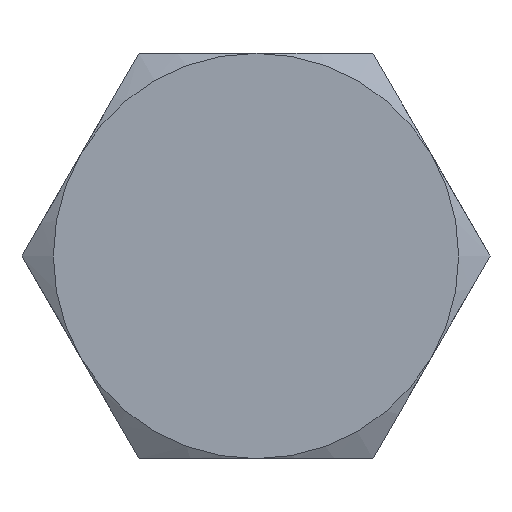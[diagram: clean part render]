
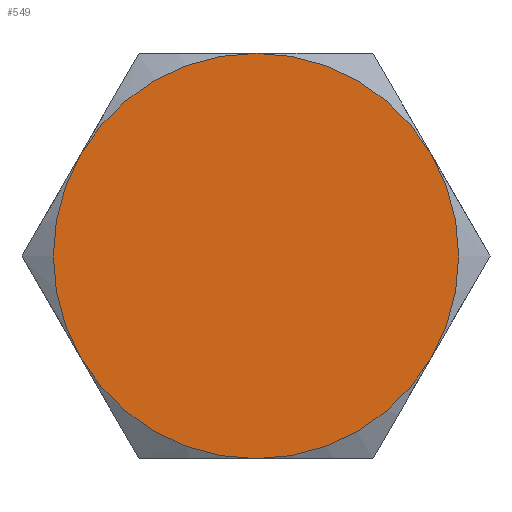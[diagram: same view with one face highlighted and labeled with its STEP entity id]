
A CAD part, left-side view. The second image highlights one B-rep face of the part: STEP entity #549.
In plain terms, the highlighted planar face has unit normal (-1, 0, 0).
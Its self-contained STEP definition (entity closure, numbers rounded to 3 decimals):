
#6 = VERTEX_POINT ( 'NONE', #763 ) ;
#8 = CIRCLE ( 'NONE', #615, 9.5 ) ;
#19 = DIRECTION ( 'NONE',  ( 1., 0., 0. ) ) ;
#45 = VERTEX_POINT ( 'NONE', #216 ) ;
#51 = ORIENTED_EDGE ( 'NONE', *, *, #388, .F. ) ;
#55 = CIRCLE ( 'NONE', #474, 9.5 ) ;
#63 = CARTESIAN_POINT ( 'NONE',  ( 0., 8.227, 4.75 ) ) ;
#68 = CIRCLE ( 'NONE', #407, 9.5 ) ;
#120 = AXIS2_PLACEMENT_3D ( 'NONE', #602, #230, #302 ) ;
#125 = DIRECTION ( 'NONE',  ( 0., 0., -1. ) ) ;
#149 = CARTESIAN_POINT ( 'NONE',  ( 0., 0., 0. ) ) ;
#167 = EDGE_CURVE ( 'NONE', #771, #310, #55, .T. ) ;
#169 = FACE_OUTER_BOUND ( 'NONE', #225, .T. ) ;
#172 = PLANE ( 'NONE',  #120 ) ;
#206 = AXIS2_PLACEMENT_3D ( 'NONE', #330, #654, #125 ) ;
#216 = CARTESIAN_POINT ( 'NONE',  ( 0., 0., -9.5 ) ) ;
#225 = EDGE_LOOP ( 'NONE', ( #391, #572, #51, #705, #448, #423 ) ) ;
#230 = DIRECTION ( 'NONE',  ( 1., 0., 0. ) ) ;
#301 = EDGE_CURVE ( 'NONE', #6, #733, #405, .T. ) ;
#302 = DIRECTION ( 'NONE',  ( 0., 0., -1. ) ) ;
#305 = DIRECTION ( 'NONE',  ( 1., 0., 0. ) ) ;
#310 = VERTEX_POINT ( 'NONE', #63 ) ;
#330 = CARTESIAN_POINT ( 'NONE',  ( 0., 0., 0. ) ) ;
#357 = EDGE_CURVE ( 'NONE', #45, #771, #756, .T. ) ;
#383 = DIRECTION ( 'NONE',  ( -1., 0., 0. ) ) ;
#388 = EDGE_CURVE ( 'NONE', #733, #552, #8, .T. ) ;
#391 = ORIENTED_EDGE ( 'NONE', *, *, #357, .F. ) ;
#405 = CIRCLE ( 'NONE', #206, 9.5 ) ;
#407 = AXIS2_PLACEMENT_3D ( 'NONE', #767, #19, #457 ) ;
#420 = CARTESIAN_POINT ( 'NONE',  ( 0., 0., 0. ) ) ;
#423 = ORIENTED_EDGE ( 'NONE', *, *, #167, .F. ) ;
#448 = ORIENTED_EDGE ( 'NONE', *, *, #630, .T. ) ;
#449 = CARTESIAN_POINT ( 'NONE',  ( 0., 0., 0. ) ) ;
#457 = DIRECTION ( 'NONE',  ( 0., 0., -1. ) ) ;
#474 = AXIS2_PLACEMENT_3D ( 'NONE', #149, #707, #766 ) ;
#487 = DIRECTION ( 'NONE',  ( 0., 0., -1. ) ) ;
#498 = DIRECTION ( 'NONE',  ( 0., 0., 1. ) ) ;
#502 = CIRCLE ( 'NONE', #560, 9.5 ) ;
#521 = CARTESIAN_POINT ( 'NONE',  ( 0., 8.227, -4.75 ) ) ;
#524 = CARTESIAN_POINT ( 'NONE',  ( 0., -8.227, 4.75 ) ) ;
#549 = ADVANCED_FACE ( 'NONE', ( #169 ), #172, .F. ) ;
#552 = VERTEX_POINT ( 'NONE', #723 ) ;
#556 = DIRECTION ( 'NONE',  ( 1., 0., 0. ) ) ;
#560 = AXIS2_PLACEMENT_3D ( 'NONE', #739, #383, #498 ) ;
#562 = AXIS2_PLACEMENT_3D ( 'NONE', #420, #305, #487 ) ;
#572 = ORIENTED_EDGE ( 'NONE', *, *, #745, .F. ) ;
#602 = CARTESIAN_POINT ( 'NONE',  ( 0., 10.97, 0. ) ) ;
#615 = AXIS2_PLACEMENT_3D ( 'NONE', #449, #556, #741 ) ;
#630 = EDGE_CURVE ( 'NONE', #6, #310, #502, .T. ) ;
#654 = DIRECTION ( 'NONE',  ( 1., 0., 0. ) ) ;
#705 = ORIENTED_EDGE ( 'NONE', *, *, #301, .F. ) ;
#707 = DIRECTION ( 'NONE',  ( 1., 0., 0. ) ) ;
#723 = CARTESIAN_POINT ( 'NONE',  ( 0., -8.227, -4.75 ) ) ;
#733 = VERTEX_POINT ( 'NONE', #524 ) ;
#739 = CARTESIAN_POINT ( 'NONE',  ( 0., 0., 0. ) ) ;
#741 = DIRECTION ( 'NONE',  ( 0., 0., -1. ) ) ;
#745 = EDGE_CURVE ( 'NONE', #552, #45, #68, .T. ) ;
#756 = CIRCLE ( 'NONE', #562, 9.5 ) ;
#763 = CARTESIAN_POINT ( 'NONE',  ( 0., 0., 9.5 ) ) ;
#766 = DIRECTION ( 'NONE',  ( 0., 0., -1. ) ) ;
#767 = CARTESIAN_POINT ( 'NONE',  ( 0., 0., 0. ) ) ;
#771 = VERTEX_POINT ( 'NONE', #521 ) ;
